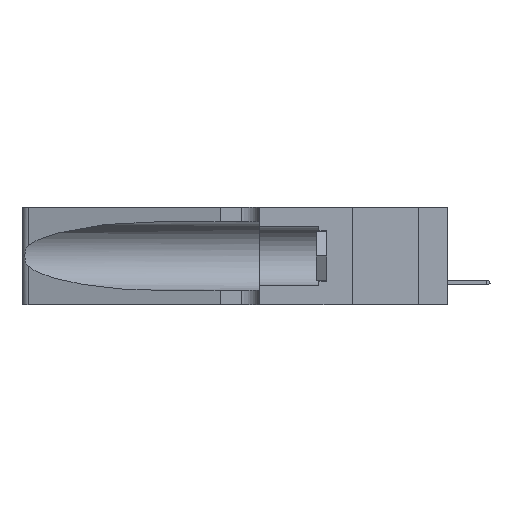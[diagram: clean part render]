
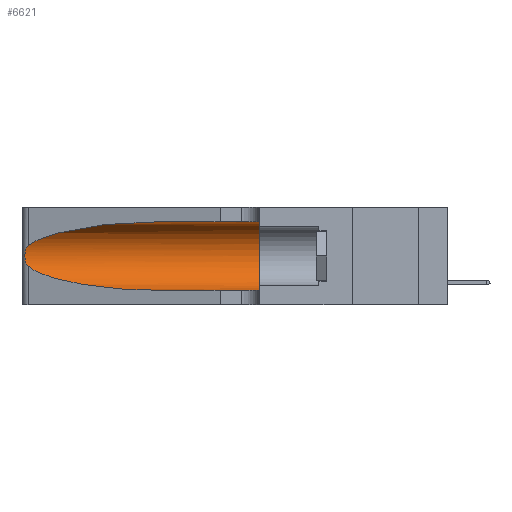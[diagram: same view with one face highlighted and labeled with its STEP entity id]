
A CAD part, left-side view. The second image highlights one B-rep face of the part: STEP entity #6621.
In plain terms, the highlighted cylindrical face has radius 3.308 mm (diameter 6.617 mm), a partial arc.
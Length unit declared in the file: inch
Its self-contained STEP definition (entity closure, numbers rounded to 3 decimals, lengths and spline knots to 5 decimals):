
#1252 = VERTEX_POINT ( 'NONE', #37139 ) ;
#2352 = CARTESIAN_POINT ( 'NONE',  ( 0.25487, 1.22718, 0.22369 ) ) ;
#2775 = CARTESIAN_POINT ( 'NONE',  ( 0.1305, 0.72297, 0.05475 ) ) ;
#3123 = EDGE_CURVE ( 'NONE', #43181, #9601, #40845, .T. ) ;
#4491 = CARTESIAN_POINT ( 'NONE',  ( 0.25555, 1.22993, 0.14849 ) ) ;
#4532 = CYLINDRICAL_SURFACE ( 'NONE', #45790, 0.13025 ) ;
#5196 = AXIS2_PLACEMENT_3D ( 'NONE', #35796, #47475, #17333 ) ;
#5308 = ORIENTED_EDGE ( 'NONE', *, *, #18388, .T. ) ;
#6339 = CARTESIAN_POINT ( 'NONE',  ( 0.1305, 0.72297, 0.05475 ) ) ;
#6533 = DIRECTION ( 'NONE',  ( 0., 0., -1. ) ) ;
#6621 = ADVANCED_FACE ( 'NONE', ( #42172 ), #4532, .F. ) ;
#7262 = EDGE_CURVE ( 'NONE', #9601, #30210, #12051, .T. ) ;
#8044 = CARTESIAN_POINT ( 'NONE',  ( 0.26018, 1.23835, 0.19895 ) ) ;
#9335 = EDGE_CURVE ( 'NONE', #29668, #43181, #20936, .T. ) ;
#9601 = VERTEX_POINT ( 'NONE', #35697 ) ;
#10238 = CARTESIAN_POINT ( 'NONE',  ( 0.25787, 1.23484, 0.2124 ) ) ;
#10528 = CARTESIAN_POINT ( 'NONE',  ( 0.2373, 1.15595, 0.08982 ) ) ;
#11494 = CARTESIAN_POINT ( 'NONE',  ( 0.18966, 0.96281, 0.31525 ) ) ;
#11580 = CARTESIAN_POINT ( 'NONE',  ( 0.25487, 1.22718, 0.22369 ) ) ;
#11856 = CARTESIAN_POINT ( 'NONE',  ( 0.26017, 1.23833, 0.17102 ) ) ;
#12011 = CARTESIAN_POINT ( 'NONE',  ( 0.26075, 1.23896, 0.178 ) ) ;
#12051 =( BOUNDED_CURVE ( )  B_SPLINE_CURVE ( 3, ( #33353, #10528, #40165, #6339 ),
 .UNSPECIFIED., .F., .T. ) 
 B_SPLINE_CURVE_WITH_KNOTS ( ( 4, 4 ),
 ( 3.44316, 4.71239 ),
 .UNSPECIFIED. ) 
 CURVE ( )  GEOMETRIC_REPRESENTATION_ITEM ( )  RATIONAL_B_SPLINE_CURVE ( ( 1., 0.87, 0.87, 1. ) ) 
 REPRESENTATION_ITEM ( '' )  );
#12709 = EDGE_CURVE ( 'NONE', #1252, #16653, #31870, .T. ) ;
#13949 = DIRECTION ( 'NONE',  ( 0., -1., 0. ) ) ;
#14244 = CARTESIAN_POINT ( 'NONE',  ( 0.1305, 1.61858, 0.185 ) ) ;
#15720 = CARTESIAN_POINT ( 'NONE',  ( 0.25639, 1.23186, 0.15144 ) ) ;
#15884 = CARTESIAN_POINT ( 'NONE',  ( 0.25856, 1.23593, 0.16098 ) ) ;
#16653 = VERTEX_POINT ( 'NONE', #40404 ) ;
#16810 = CARTESIAN_POINT ( 'NONE',  ( 0.2373, 1.15595, 0.28018 ) ) ;
#16929 = LINE ( 'NONE', #32079, #44416 ) ;
#17333 = DIRECTION ( 'NONE',  ( 0., 0., 1. ) ) ;
#18388 = EDGE_CURVE ( 'NONE', #30210, #16653, #25900, .T. ) ;
#18903 = CARTESIAN_POINT ( 'NONE',  ( 0.1305, 1.61858, 0.05475 ) ) ;
#20936 =( BOUNDED_CURVE ( )  B_SPLINE_CURVE ( 3, ( #31103, #11494, #16810, #47127 ),
 .UNSPECIFIED., .F., .F. ) 
 B_SPLINE_CURVE_WITH_KNOTS ( ( 4, 4 ),
 ( 1.5708, 2.84003 ),
 .UNSPECIFIED. ) 
 CURVE ( )  GEOMETRIC_REPRESENTATION_ITEM ( )  RATIONAL_B_SPLINE_CURVE ( ( 1., 0.87, 0.87, 1. ) ) 
 REPRESENTATION_ITEM ( '' )  );
#21211 = ORIENTED_EDGE ( 'NONE', *, *, #23751, .F. ) ;
#21625 = CARTESIAN_POINT ( 'NONE',  ( 0.25555, 1.22994, 0.2215 ) ) ;
#23751 = EDGE_CURVE ( 'NONE', #29668, #1252, #16929, .T. ) ;
#25755 = DIRECTION ( 'NONE',  ( 0., -1., 0. ) ) ;
#25900 = LINE ( 'NONE', #18903, #45627 ) ;
#27355 = CARTESIAN_POINT ( 'NONE',  ( 0.25854, 1.2359, 0.20912 ) ) ;
#29668 = VERTEX_POINT ( 'NONE', #46069 ) ;
#30210 = VERTEX_POINT ( 'NONE', #2775 ) ;
#31103 = CARTESIAN_POINT ( 'NONE',  ( 0.1305, 0.72297, 0.31525 ) ) ;
#31738 = EDGE_LOOP ( 'NONE', ( #46500, #48828, #41638, #5308, #46904, #21211 ) ) ;
#31870 = CIRCLE ( 'NONE', #5196, 0.13025 ) ;
#32079 = CARTESIAN_POINT ( 'NONE',  ( 0.1305, 1.61858, 0.31525 ) ) ;
#33069 = CARTESIAN_POINT ( 'NONE',  ( 0.25639, 1.23184, 0.21858 ) ) ;
#33353 = CARTESIAN_POINT ( 'NONE',  ( 0.25487, 1.22718, 0.14631 ) ) ;
#34859 = CARTESIAN_POINT ( 'NONE',  ( 0.26075, 1.23896, 0.19203 ) ) ;
#35023 = CARTESIAN_POINT ( 'NONE',  ( 0.25487, 1.22718, 0.14631 ) ) ;
#35697 = CARTESIAN_POINT ( 'NONE',  ( 0.25487, 1.22718, 0.14631 ) ) ;
#35796 = CARTESIAN_POINT ( 'NONE',  ( 0.1305, 0.35, 0.185 ) ) ;
#37139 = CARTESIAN_POINT ( 'NONE',  ( 0.1305, 0.35, 0.31525 ) ) ;
#38694 = CARTESIAN_POINT ( 'NONE',  ( 0.25789, 1.23486, 0.15765 ) ) ;
#40165 = CARTESIAN_POINT ( 'NONE',  ( 0.18966, 0.96281, 0.05475 ) ) ;
#40404 = CARTESIAN_POINT ( 'NONE',  ( 0.1305, 0.35, 0.05475 ) ) ;
#40845 = B_SPLINE_CURVE_WITH_KNOTS ( 'NONE', 3,
 ( #2352, #21625, #33069, #10238, #27355, #8044, #34859, #12011, #11856, #15884, #38694, #15720, #4491, #35023 ),
 .UNSPECIFIED., .F., .F.,
 ( 4, 2, 2, 2, 2, 2, 4 ),
 ( 0., 0.00027, 0.00053, 0.00107, 0.0016, 0.00187, 0.00214 ),
 .UNSPECIFIED. ) ;
#41638 = ORIENTED_EDGE ( 'NONE', *, *, #7262, .T. ) ;
#42172 = FACE_OUTER_BOUND ( 'NONE', #31738, .T. ) ;
#43181 = VERTEX_POINT ( 'NONE', #11580 ) ;
#44416 = VECTOR ( 'NONE', #13949, 39.37008 ) ;
#45622 = DIRECTION ( 'NONE',  ( 0., -1., 0. ) ) ;
#45627 = VECTOR ( 'NONE', #45622, 39.37008 ) ;
#45790 = AXIS2_PLACEMENT_3D ( 'NONE', #14244, #25755, #6533 ) ;
#46069 = CARTESIAN_POINT ( 'NONE',  ( 0.1305, 0.72297, 0.31525 ) ) ;
#46500 = ORIENTED_EDGE ( 'NONE', *, *, #9335, .T. ) ;
#46904 = ORIENTED_EDGE ( 'NONE', *, *, #12709, .F. ) ;
#47127 = CARTESIAN_POINT ( 'NONE',  ( 0.25487, 1.22718, 0.22369 ) ) ;
#47475 = DIRECTION ( 'NONE',  ( 0., 1., 0. ) ) ;
#48828 = ORIENTED_EDGE ( 'NONE', *, *, #3123, .T. ) ;
